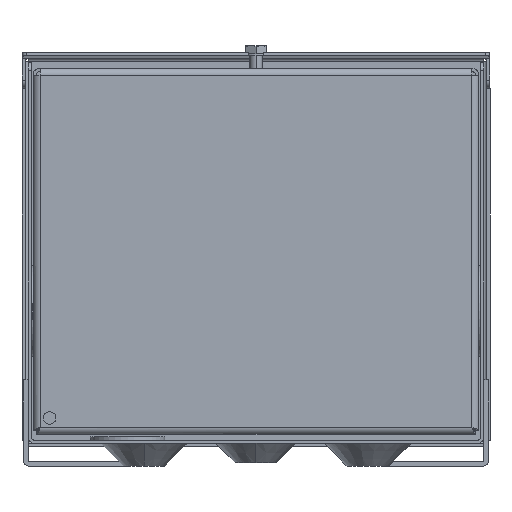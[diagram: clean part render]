
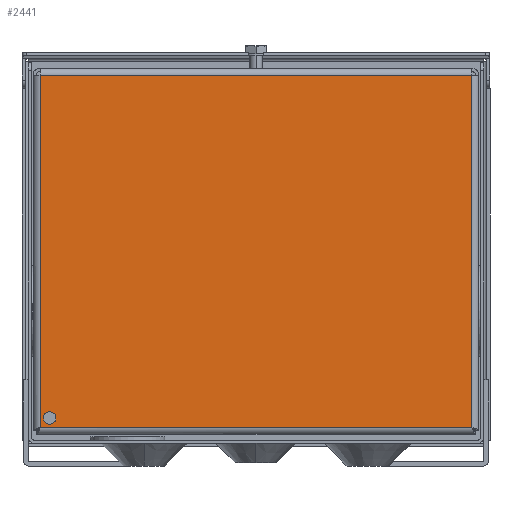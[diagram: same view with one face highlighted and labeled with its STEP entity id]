
A CAD part, front view. The second image highlights one B-rep face of the part: STEP entity #2441.
In plain terms, the highlighted planar face has unit normal (0, -1, 0).
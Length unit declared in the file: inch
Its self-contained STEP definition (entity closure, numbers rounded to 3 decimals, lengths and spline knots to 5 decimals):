
#122 = CARTESIAN_POINT ( 'NONE',  ( -3.3658, -10.2353, 5.61752 ) ) ;
#674 = DIRECTION ( 'NONE',  ( 0., -1., 0. ) ) ;
#727 = ORIENTED_EDGE ( 'NONE', *, *, #3808, .F. ) ;
#911 = ORIENTED_EDGE ( 'NONE', *, *, #5873, .F. ) ;
#1026 = LINE ( 'NONE', #7920, #6348 ) ;
#1237 = ORIENTED_EDGE ( 'NONE', *, *, #1518, .F. ) ;
#1456 = CARTESIAN_POINT ( 'NONE',  ( 3.2582, -10.2353, 5.61752 ) ) ;
#1518 = EDGE_CURVE ( 'NONE', #7770, #7905, #9528, .T. ) ;
#1716 = CARTESIAN_POINT ( 'NONE',  ( 3.2582, -10.2353, 5.55772 ) ) ;
#1772 = CARTESIAN_POINT ( 'NONE',  ( -3.2582, -10.2353, 0.24252 ) ) ;
#2287 = LINE ( 'NONE', #1456, #8319 ) ;
#2320 = CARTESIAN_POINT ( 'NONE',  ( -3.3658, -10.2353, 0.24252 ) ) ;
#2441 = ADVANCED_FACE ( 'NONE', ( #3434, #3387 ), #2503, .F. ) ;
#2503 = PLANE ( 'NONE',  #2516 ) ;
#2516 = AXIS2_PLACEMENT_3D ( 'NONE', #122, #9555, #3233 ) ;
#2789 = VERTEX_POINT ( 'NONE', #1716 ) ;
#2903 = ORIENTED_EDGE ( 'NONE', *, *, #6454, .F. ) ;
#2993 = LINE ( 'NONE', #2320, #3207 ) ;
#3201 = VECTOR ( 'NONE', #9945, 39.37008 ) ;
#3207 = VECTOR ( 'NONE', #6253, 39.37008 ) ;
#3233 = DIRECTION ( 'NONE',  ( 0., 0., -1. ) ) ;
#3359 = CARTESIAN_POINT ( 'NONE',  ( -3.1158, -10.2353, 0.29117 ) ) ;
#3387 = FACE_BOUND ( 'NONE', #8326, .T. ) ;
#3434 = FACE_OUTER_BOUND ( 'NONE', #4396, .T. ) ;
#3599 = ORIENTED_EDGE ( 'NONE', *, *, #7664, .F. ) ;
#3808 = EDGE_CURVE ( 'NONE', #2789, #5239, #2287, .T. ) ;
#4351 = LINE ( 'NONE', #7565, #3201 ) ;
#4396 = EDGE_LOOP ( 'NONE', ( #4473, #911, #2903, #727 ) ) ;
#4473 = ORIENTED_EDGE ( 'NONE', *, *, #6193, .F. ) ;
#4485 = CARTESIAN_POINT ( 'NONE',  ( -3.1158, -10.2353, 0.38492 ) ) ;
#5239 = VERTEX_POINT ( 'NONE', #5673 ) ;
#5673 = CARTESIAN_POINT ( 'NONE',  ( 3.2582, -10.2353, 0.24252 ) ) ;
#5873 = EDGE_CURVE ( 'NONE', #6167, #10042, #4351, .T. ) ;
#6167 = VERTEX_POINT ( 'NONE', #1772 ) ;
#6193 = EDGE_CURVE ( 'NONE', #10042, #2789, #1026, .T. ) ;
#6253 = DIRECTION ( 'NONE',  ( -1., 0., 0. ) ) ;
#6315 = DIRECTION ( 'NONE',  ( 1., 0., 0. ) ) ;
#6348 = VECTOR ( 'NONE', #6315, 39.37008 ) ;
#6454 = EDGE_CURVE ( 'NONE', #5239, #6167, #2993, .T. ) ;
#6537 = CIRCLE ( 'NONE', #7522, 0.09375 ) ;
#6874 = AXIS2_PLACEMENT_3D ( 'NONE', #9344, #674, #8567 ) ;
#6884 = DIRECTION ( 'NONE',  ( 0., -1., 0. ) ) ;
#7522 = AXIS2_PLACEMENT_3D ( 'NONE', #4485, #6884, #10040 ) ;
#7565 = CARTESIAN_POINT ( 'NONE',  ( -3.2582, -10.2353, 5.61752 ) ) ;
#7664 = EDGE_CURVE ( 'NONE', #7905, #7770, #6537, .T. ) ;
#7690 = CARTESIAN_POINT ( 'NONE',  ( -3.2582, -10.2353, 5.55772 ) ) ;
#7770 = VERTEX_POINT ( 'NONE', #3359 ) ;
#7905 = VERTEX_POINT ( 'NONE', #7939 ) ;
#7920 = CARTESIAN_POINT ( 'NONE',  ( -3.3658, -10.2353, 5.55772 ) ) ;
#7939 = CARTESIAN_POINT ( 'NONE',  ( -3.1158, -10.2353, 0.47867 ) ) ;
#8319 = VECTOR ( 'NONE', #8504, 39.37008 ) ;
#8326 = EDGE_LOOP ( 'NONE', ( #3599, #1237 ) ) ;
#8504 = DIRECTION ( 'NONE',  ( 0., 0., -1. ) ) ;
#8567 = DIRECTION ( 'NONE',  ( 0., 0., 1. ) ) ;
#9344 = CARTESIAN_POINT ( 'NONE',  ( -3.1158, -10.2353, 0.38492 ) ) ;
#9528 = CIRCLE ( 'NONE', #6874, 0.09375 ) ;
#9555 = DIRECTION ( 'NONE',  ( 0., 1., 0. ) ) ;
#9945 = DIRECTION ( 'NONE',  ( 0., 0., 1. ) ) ;
#10040 = DIRECTION ( 'NONE',  ( 0., 0., 1. ) ) ;
#10042 = VERTEX_POINT ( 'NONE', #7690 ) ;
